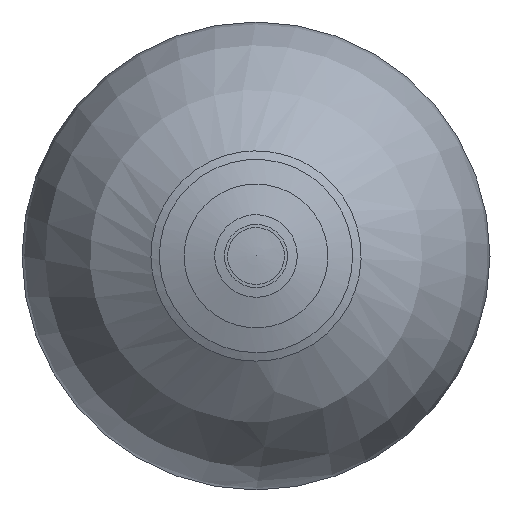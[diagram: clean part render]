
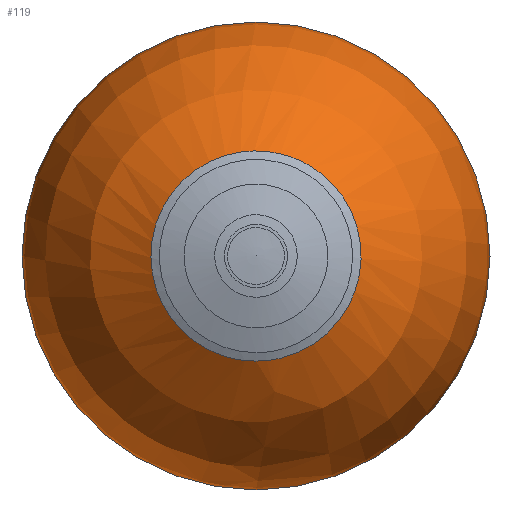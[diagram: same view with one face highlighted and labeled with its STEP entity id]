
A CAD part, left-side view. The second image highlights one B-rep face of the part: STEP entity #119.
In plain terms, the highlighted face is a revolution surface.
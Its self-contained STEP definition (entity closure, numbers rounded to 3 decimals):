
#59=(
BOUNDED_CURVE()
B_SPLINE_CURVE(3,(#320,#321,#322,#323,#324,#325,#326),.UNSPECIFIED.,.T.,
 .F.)
B_SPLINE_CURVE_WITH_KNOTS((1,3,3,3,1),(-0.5,0.,0.5,1.,1.5),
 .UNSPECIFIED.)
CURVE()
GEOMETRIC_REPRESENTATION_ITEM()
RATIONAL_B_SPLINE_CURVE((1.,0.333,0.333,1.,0.333,
0.333,1.))
REPRESENTATION_ITEM('')
);
#62=B_SPLINE_CURVE_WITH_KNOTS('',3,(#328,#329,#330,#331,#332,#333,#334),
 .UNSPECIFIED.,.F.,.F.,(4,1,1,1,4),(0.,0.25,0.5,0.75,1.),.UNSPECIFIED.);
#70=SURFACE_OF_REVOLUTION('',#62,#79);
#79=AXIS1_PLACEMENT('',#335,#267);
#94=FACE_BOUND('',#142,.T.);
#95=FACE_BOUND('',#143,.T.);
#119=ADVANCED_FACE('',(#94,#95),#70,.F.);
#142=EDGE_LOOP('',(#170));
#143=EDGE_LOOP('',(#171));
#170=ORIENTED_EDGE('',*,*,#210,.T.);
#171=ORIENTED_EDGE('',*,*,#211,.F.);
#195=VERTEX_POINT('',#314);
#196=VERTEX_POINT('',#327);
#210=EDGE_CURVE('',#195,#195,#224,.T.);
#211=EDGE_CURVE('',#196,#196,#59,.T.);
#224=CIRCLE('',#238,8.);
#238=AXIS2_PLACEMENT_3D('',#313,#264,#265);
#264=DIRECTION('',(-1.,0.,0.));
#265=DIRECTION('',(0.,0.,-1.));
#267=DIRECTION('',(-1.,0.,0.));
#313=CARTESIAN_POINT('',(8.,0.,0.));
#314=CARTESIAN_POINT('',(8.,0.,-8.));
#320=CARTESIAN_POINT('',(0.852,0.,-3.593));
#321=CARTESIAN_POINT('',(0.852,-7.187,-3.593));
#322=CARTESIAN_POINT('',(0.852,-7.187,3.593));
#323=CARTESIAN_POINT('',(0.852,0.,3.593));
#324=CARTESIAN_POINT('',(0.852,7.187,3.593));
#325=CARTESIAN_POINT('',(0.852,7.187,-3.593));
#326=CARTESIAN_POINT('',(0.852,0.,-3.593));
#327=CARTESIAN_POINT('',(0.852,0.,-3.593));
#328=CARTESIAN_POINT('',(0.852,-3.265,1.5));
#329=CARTESIAN_POINT('',(1.163,-3.945,1.5));
#330=CARTESIAN_POINT('',(1.98,-5.216,1.5));
#331=CARTESIAN_POINT('',(3.693,-6.701,1.5));
#332=CARTESIAN_POINT('',(5.756,-7.643,1.5));
#333=CARTESIAN_POINT('',(7.252,-7.858,1.5));
#334=CARTESIAN_POINT('',(8.,-7.858,1.5));
#335=CARTESIAN_POINT('',(8.,0.,0.));
